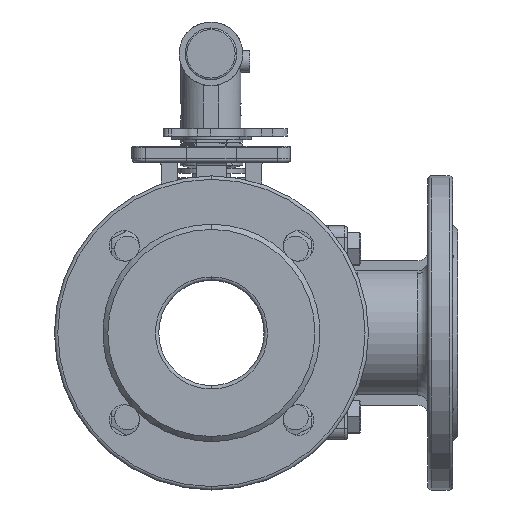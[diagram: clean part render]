
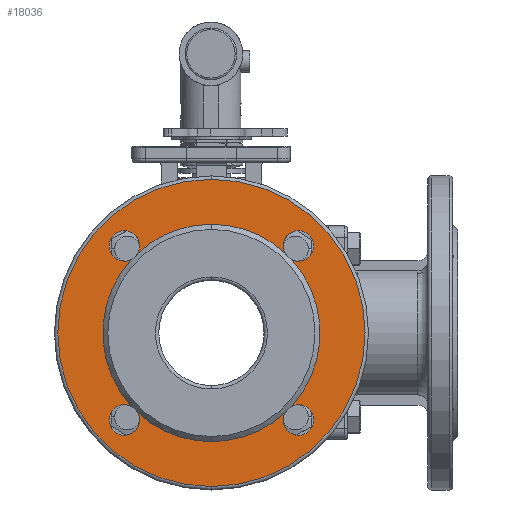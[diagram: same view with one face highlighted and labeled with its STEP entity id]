
A CAD part, front view. The second image highlights one B-rep face of the part: STEP entity #18036.
In plain terms, the highlighted planar face has unit normal (0, -1, 0).
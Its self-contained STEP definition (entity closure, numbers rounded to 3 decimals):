
#762=PLANE('',#19566);
#8320=ORIENTED_EDGE('',*,*,#11841,.T.);
#8321=ORIENTED_EDGE('',*,*,#11842,.T.);
#8322=ORIENTED_EDGE('',*,*,#11748,.T.);
#8323=ORIENTED_EDGE('',*,*,#11843,.T.);
#8324=ORIENTED_EDGE('',*,*,#11844,.T.);
#8325=ORIENTED_EDGE('',*,*,#11772,.T.);
#8326=ORIENTED_EDGE('',*,*,#11752,.T.);
#8327=ORIENTED_EDGE('',*,*,#11845,.T.);
#8328=ORIENTED_EDGE('',*,*,#11754,.T.);
#8329=ORIENTED_EDGE('',*,*,#11771,.T.);
#8330=ORIENTED_EDGE('',*,*,#11758,.T.);
#8331=ORIENTED_EDGE('',*,*,#11846,.T.);
#8332=ORIENTED_EDGE('',*,*,#11760,.T.);
#8333=ORIENTED_EDGE('',*,*,#11770,.T.);
#8334=ORIENTED_EDGE('',*,*,#11847,.T.);
#8335=ORIENTED_EDGE('',*,*,#11848,.T.);
#8336=ORIENTED_EDGE('',*,*,#11764,.T.);
#8337=ORIENTED_EDGE('',*,*,#11849,.T.);
#8338=ORIENTED_EDGE('',*,*,#11740,.T.);
#8339=ORIENTED_EDGE('',*,*,#11850,.T.);
#11740=EDGE_CURVE('',#13762,#13760,#14673,.T.);
#11748=EDGE_CURVE('',#13770,#13768,#14680,.T.);
#11752=EDGE_CURVE('',#13774,#13772,#14682,.T.);
#11754=EDGE_CURVE('',#13776,#13775,#14683,.T.);
#11758=EDGE_CURVE('',#13780,#13778,#14685,.T.);
#11760=EDGE_CURVE('',#13782,#13781,#14686,.T.);
#11764=EDGE_CURVE('',#13786,#13784,#14688,.T.);
#11770=EDGE_CURVE('',#13781,#13791,#14691,.T.);
#11771=EDGE_CURVE('',#13775,#13780,#14692,.T.);
#11772=EDGE_CURVE('',#13789,#13774,#14693,.T.);
#11841=EDGE_CURVE('',#13824,#13825,#14716,.T.);
#11842=EDGE_CURVE('',#13825,#13770,#14717,.T.);
#11843=EDGE_CURVE('',#13768,#13826,#14718,.T.);
#11844=EDGE_CURVE('',#13826,#13789,#14719,.T.);
#11845=EDGE_CURVE('',#13772,#13776,#14720,.T.);
#11846=EDGE_CURVE('',#13778,#13782,#14721,.T.);
#11847=EDGE_CURVE('',#13791,#13827,#14722,.T.);
#11848=EDGE_CURVE('',#13827,#13786,#14723,.T.);
#11849=EDGE_CURVE('',#13784,#13824,#14724,.T.);
#11850=EDGE_CURVE('',#13760,#13762,#14725,.T.);
#13760=VERTEX_POINT('',#37680);
#13762=VERTEX_POINT('',#37683);
#13768=VERTEX_POINT('',#37698);
#13770=VERTEX_POINT('',#37701);
#13772=VERTEX_POINT('',#37707);
#13774=VERTEX_POINT('',#37710);
#13775=VERTEX_POINT('',#37715);
#13776=VERTEX_POINT('',#37717);
#13778=VERTEX_POINT('',#37723);
#13780=VERTEX_POINT('',#37726);
#13781=VERTEX_POINT('',#37731);
#13782=VERTEX_POINT('',#37733);
#13784=VERTEX_POINT('',#37739);
#13786=VERTEX_POINT('',#37742);
#13789=VERTEX_POINT('',#37749);
#13791=VERTEX_POINT('',#37753);
#13824=VERTEX_POINT('',#37884);
#13825=VERTEX_POINT('',#37885);
#13826=VERTEX_POINT('',#37888);
#13827=VERTEX_POINT('',#37893);
#14673=CIRCLE('',#19492,90.5);
#14680=CIRCLE('',#19501,9.);
#14682=CIRCLE('',#19504,9.);
#14683=CIRCLE('',#19505,9.);
#14685=CIRCLE('',#19508,9.);
#14686=CIRCLE('',#19509,9.);
#14688=CIRCLE('',#19512,9.);
#14691=CIRCLE('',#19516,64.);
#14692=CIRCLE('',#19517,64.);
#14693=CIRCLE('',#19518,64.);
#14716=CIRCLE('',#19567,64.);
#14717=CIRCLE('',#19568,9.);
#14718=CIRCLE('',#19569,9.);
#14719=CIRCLE('',#19570,64.);
#14720=CIRCLE('',#19571,9.);
#14721=CIRCLE('',#19572,9.);
#14722=CIRCLE('',#19573,64.);
#14723=CIRCLE('',#19574,9.);
#14724=CIRCLE('',#19575,9.);
#14725=CIRCLE('',#19576,90.5);
#15762=EDGE_LOOP('',(#8320,#8321,#8322,#8323,#8324,#8325,#8326,#8327,#8328,
#8329,#8330,#8331,#8332,#8333,#8334,#8335,#8336,#8337));
#15763=EDGE_LOOP('',(#8338,#8339));
#16928=FACE_BOUND('',#15762,.T.);
#16929=FACE_BOUND('',#15763,.T.);
#18036=ADVANCED_FACE('',(#16928,#16929),#762,.F.);
#19492=AXIS2_PLACEMENT_3D('',#37682,#23051,#23052);
#19501=AXIS2_PLACEMENT_3D('',#37700,#23070,#23071);
#19504=AXIS2_PLACEMENT_3D('',#37709,#23078,#23079);
#19505=AXIS2_PLACEMENT_3D('',#37716,#23080,#23081);
#19508=AXIS2_PLACEMENT_3D('',#37725,#23088,#23089);
#19509=AXIS2_PLACEMENT_3D('',#37732,#23090,#23091);
#19512=AXIS2_PLACEMENT_3D('',#37741,#23098,#23099);
#19516=AXIS2_PLACEMENT_3D('',#37754,#23109,#23110);
#19517=AXIS2_PLACEMENT_3D('',#37755,#23111,#23112);
#19518=AXIS2_PLACEMENT_3D('',#37756,#23113,#23114);
#19566=AXIS2_PLACEMENT_3D('',#37882,#23255,#23256);
#19567=AXIS2_PLACEMENT_3D('',#37883,#23257,#23258);
#19568=AXIS2_PLACEMENT_3D('',#37886,#23259,#23260);
#19569=AXIS2_PLACEMENT_3D('',#37887,#23261,#23262);
#19570=AXIS2_PLACEMENT_3D('',#37889,#23263,#23264);
#19571=AXIS2_PLACEMENT_3D('',#37890,#23265,#23266);
#19572=AXIS2_PLACEMENT_3D('',#37891,#23267,#23268);
#19573=AXIS2_PLACEMENT_3D('',#37892,#23269,#23270);
#19574=AXIS2_PLACEMENT_3D('',#37894,#23271,#23272);
#19575=AXIS2_PLACEMENT_3D('',#37895,#23273,#23274);
#19576=AXIS2_PLACEMENT_3D('',#37896,#23275,#23276);
#23051=DIRECTION('',(0.,-1.,0.));
#23052=DIRECTION('',(0.,0.,1.));
#23070=DIRECTION('',(0.,1.,0.));
#23071=DIRECTION('',(0.,0.,1.));
#23078=DIRECTION('',(0.,1.,0.));
#23079=DIRECTION('',(0.,0.,1.));
#23080=DIRECTION('',(0.,1.,0.));
#23081=DIRECTION('',(0.,0.,1.));
#23088=DIRECTION('',(0.,1.,0.));
#23089=DIRECTION('',(0.,0.,1.));
#23090=DIRECTION('',(0.,1.,0.));
#23091=DIRECTION('',(0.,0.,1.));
#23098=DIRECTION('',(0.,1.,0.));
#23099=DIRECTION('',(0.,0.,1.));
#23109=DIRECTION('',(0.,1.,0.));
#23110=DIRECTION('',(0.,0.,1.));
#23111=DIRECTION('',(0.,1.,0.));
#23112=DIRECTION('',(0.,0.,1.));
#23113=DIRECTION('',(0.,1.,0.));
#23114=DIRECTION('',(0.,0.,1.));
#23255=DIRECTION('',(0.,1.,0.));
#23256=DIRECTION('',(0.,0.,1.));
#23257=DIRECTION('',(0.,1.,0.));
#23258=DIRECTION('',(0.,0.,1.));
#23259=DIRECTION('',(0.,1.,0.));
#23260=DIRECTION('',(0.,0.,1.));
#23261=DIRECTION('',(0.,1.,0.));
#23262=DIRECTION('',(0.,0.,1.));
#23263=DIRECTION('',(0.,1.,0.));
#23264=DIRECTION('',(0.,0.,1.));
#23265=DIRECTION('',(0.,1.,0.));
#23266=DIRECTION('',(0.,0.,1.));
#23267=DIRECTION('',(0.,1.,0.));
#23268=DIRECTION('',(0.,0.,1.));
#23269=DIRECTION('',(0.,1.,0.));
#23270=DIRECTION('',(0.,0.,1.));
#23271=DIRECTION('',(0.,1.,0.));
#23272=DIRECTION('',(0.,0.,1.));
#23273=DIRECTION('',(0.,1.,0.));
#23274=DIRECTION('',(0.,0.,1.));
#23275=DIRECTION('',(0.,-1.,0.));
#23276=DIRECTION('',(0.,0.,1.));
#37680=CARTESIAN_POINT('',(0.,3.,-90.5));
#37682=CARTESIAN_POINT('',(0.,3.,0.));
#37683=CARTESIAN_POINT('',(0.,3.,90.5));
#37698=CARTESIAN_POINT('',(51.265,3.,-60.265));
#37700=CARTESIAN_POINT('',(51.265,3.,-51.265));
#37701=CARTESIAN_POINT('',(51.265,3.,-42.265));
#37707=CARTESIAN_POINT('',(-51.265,3.,-60.265));
#37709=CARTESIAN_POINT('',(-51.265,3.,-51.265));
#37710=CARTESIAN_POINT('',(-43.247,3.,-47.177));
#37715=CARTESIAN_POINT('',(-47.177,3.,-43.247));
#37716=CARTESIAN_POINT('',(-51.265,3.,-51.265));
#37717=CARTESIAN_POINT('',(-51.265,3.,-42.265));
#37723=CARTESIAN_POINT('',(-51.265,3.,42.265));
#37725=CARTESIAN_POINT('',(-51.265,3.,51.265));
#37726=CARTESIAN_POINT('',(-47.177,3.,43.247));
#37731=CARTESIAN_POINT('',(-43.247,3.,47.177));
#37732=CARTESIAN_POINT('',(-51.265,3.,51.265));
#37733=CARTESIAN_POINT('',(-51.265,3.,60.265));
#37739=CARTESIAN_POINT('',(51.265,3.,42.265));
#37741=CARTESIAN_POINT('',(51.265,3.,51.265));
#37742=CARTESIAN_POINT('',(51.265,3.,60.265));
#37749=CARTESIAN_POINT('',(0.,3.,-64.));
#37753=CARTESIAN_POINT('',(0.,3.,64.));
#37754=CARTESIAN_POINT('',(0.,3.,0.));
#37755=CARTESIAN_POINT('',(0.,3.,0.));
#37756=CARTESIAN_POINT('',(0.,3.,0.));
#37882=CARTESIAN_POINT('',(64.,3.,0.));
#37883=CARTESIAN_POINT('',(0.,3.,0.));
#37884=CARTESIAN_POINT('',(47.177,3.,43.247));
#37885=CARTESIAN_POINT('',(47.177,3.,-43.247));
#37886=CARTESIAN_POINT('',(51.265,3.,-51.265));
#37887=CARTESIAN_POINT('',(51.265,3.,-51.265));
#37888=CARTESIAN_POINT('',(43.247,3.,-47.177));
#37889=CARTESIAN_POINT('',(0.,3.,0.));
#37890=CARTESIAN_POINT('',(-51.265,3.,-51.265));
#37891=CARTESIAN_POINT('',(-51.265,3.,51.265));
#37892=CARTESIAN_POINT('',(0.,3.,0.));
#37893=CARTESIAN_POINT('',(43.247,3.,47.177));
#37894=CARTESIAN_POINT('',(51.265,3.,51.265));
#37895=CARTESIAN_POINT('',(51.265,3.,51.265));
#37896=CARTESIAN_POINT('',(0.,3.,0.));
